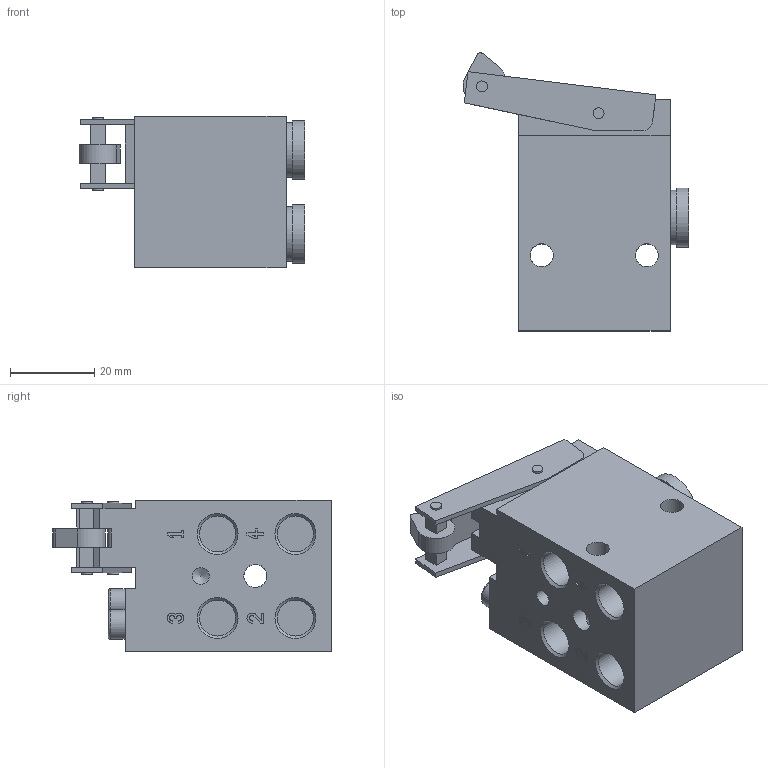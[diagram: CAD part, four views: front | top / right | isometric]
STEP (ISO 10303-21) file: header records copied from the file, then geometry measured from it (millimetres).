
FILE_DESCRIPTION(/* description */ ('STEP AP214'),/* implementation_level */ '2;1');
FILE_NAME(/* name */ '3416_LS-4-1_8',/* time_stamp */ '2024-09-05T01:23:34+02:00',/* author */ ('License CC BY-ND 4.0'),/* organization */ ('CADENAS'),/* preprocessor_version */ 'ST-DEVELOPER v19.3',/* originating_system */ 'PARTsolutions',/* authorisation */ ' ');
FILE_SCHEMA (('AUTOMOTIVE_DESIGN {1 0 10303 214 3 1 1}'));
Length unit declared in the file: millimetre
Products named in the file (4): 3416 LS-4-1/8---(0-0); 3416 LS-4-1/8---(0_0)-G; 2223 O-1/8; DIN-908 G1/8A
Assembly tree (5 placements, depth 2):
  3416 LS-4-1/8---(0-0)
    3416 LS-4-1/8---(0_0)-G
    2223 O-1/8  x2
    DIN-908 G1/8A  x2
Bounding box: 53.73 x 66.16 x 36 mm (x, y, z)
Volume: 63320.3 mm3; surface area: 18504.8 mm2
Topology: 5 solids, 5 shells, 240 faces, 589 edges, 385 vertices
Faces by surface type: plane 161, cylinder 50, cone 27, torus 2
Full cylindrical faces by diameter (mm): 2.6 x4, 4 x1, 5.5 x6, 6.7 x2, 7 x2, 8.566 x6, 9.728 x2, 10 x3, 13 x2, 14 x2
Entity records: 6193 total; most frequent: CARTESIAN_POINT 1100, DIRECTION 1016, ORIENTED_EDGE 964, EDGE_CURVE 482, LINE 368, VECTOR 368, VERTEX_POINT 340, AXIS2_PLACEMENT_3D 324
